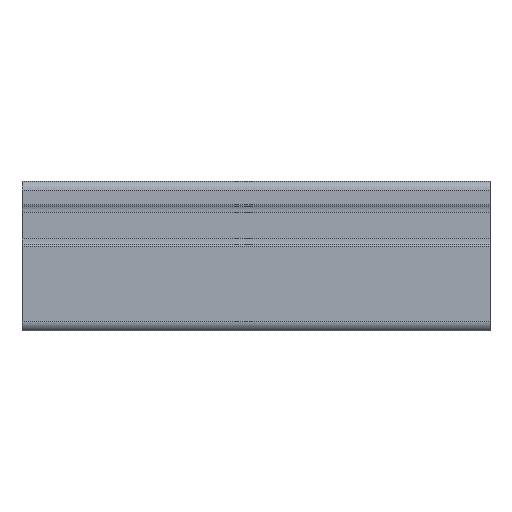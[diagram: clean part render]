
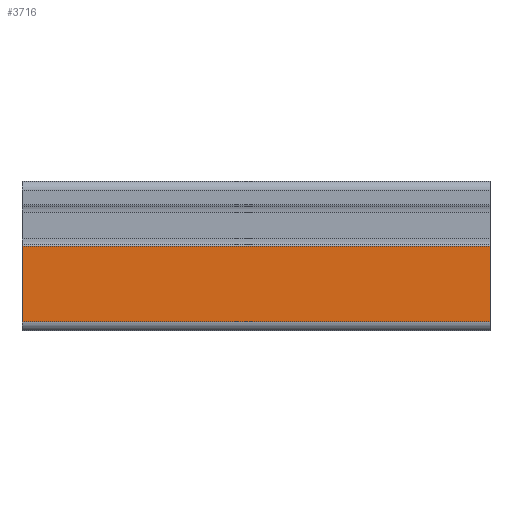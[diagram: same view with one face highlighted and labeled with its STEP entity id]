
A CAD part, front view. The second image highlights one B-rep face of the part: STEP entity #3716.
In plain terms, the highlighted planar face has unit normal (0, -1, 0).
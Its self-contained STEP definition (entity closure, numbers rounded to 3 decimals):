
#135 = FACE_OUTER_BOUND ( 'NONE', #8041, .T. ) ;
#139 = DIRECTION ( 'NONE',  ( 0., 1., 0. ) ) ;
#738 = CARTESIAN_POINT ( 'NONE',  ( 59.184, 54.898, 2. ) ) ;
#1196 = DIRECTION ( 'NONE',  ( -1., 0., 0. ) ) ;
#1237 = VERTEX_POINT ( 'NONE', #4205 ) ;
#1267 = VERTEX_POINT ( 'NONE', #1643 ) ;
#1643 = CARTESIAN_POINT ( 'NONE',  ( 59.184, 54.898, 18.1 ) ) ;
#1706 = CARTESIAN_POINT ( 'NONE',  ( -40.816, 54.898, 18.1 ) ) ;
#1734 = AXIS2_PLACEMENT_3D ( 'NONE', #6932, #139, #3605 ) ;
#2087 = VERTEX_POINT ( 'NONE', #5608 ) ;
#2161 = PLANE ( 'NONE',  #1734 ) ;
#2268 = EDGE_CURVE ( 'NONE', #1267, #2087, #7077, .T. ) ;
#2941 = VECTOR ( 'NONE', #1196, 1000. ) ;
#2971 = EDGE_CURVE ( 'NONE', #7981, #1237, #4974, .T. ) ;
#3193 = EDGE_CURVE ( 'NONE', #2087, #1237, #6540, .T. ) ;
#3218 = ORIENTED_EDGE ( 'NONE', *, *, #2268, .T. ) ;
#3270 = DIRECTION ( 'NONE',  ( 0., 0., -1. ) ) ;
#3605 = DIRECTION ( 'NONE',  ( 0., 0., 1. ) ) ;
#3716 = ADVANCED_FACE ( 'NONE', ( #135 ), #2161, .F. ) ;
#3727 = DIRECTION ( 'NONE',  ( -1., 0., 0. ) ) ;
#4012 = CARTESIAN_POINT ( 'NONE',  ( 59.184, 54.898, 18.1 ) ) ;
#4205 = CARTESIAN_POINT ( 'NONE',  ( -40.816, 54.898, 2. ) ) ;
#4974 = LINE ( 'NONE', #7319, #2941 ) ;
#4981 = VECTOR ( 'NONE', #3727, 1000. ) ;
#5608 = CARTESIAN_POINT ( 'NONE',  ( -40.816, 54.898, 18.1 ) ) ;
#5712 = VECTOR ( 'NONE', #7172, 1000. ) ;
#6540 = LINE ( 'NONE', #1706, #5712 ) ;
#6585 = VECTOR ( 'NONE', #3270, 1000. ) ;
#6717 = ORIENTED_EDGE ( 'NONE', *, *, #3193, .T. ) ;
#6804 = LINE ( 'NONE', #4012, #6585 ) ;
#6868 = ORIENTED_EDGE ( 'NONE', *, *, #8342, .F. ) ;
#6932 = CARTESIAN_POINT ( 'NONE',  ( 59.184, 54.898, 18.1 ) ) ;
#7077 = LINE ( 'NONE', #8416, #4981 ) ;
#7172 = DIRECTION ( 'NONE',  ( 0., 0., -1. ) ) ;
#7319 = CARTESIAN_POINT ( 'NONE',  ( 59.184, 54.898, 2. ) ) ;
#7981 = VERTEX_POINT ( 'NONE', #738 ) ;
#8041 = EDGE_LOOP ( 'NONE', ( #6717, #8206, #6868, #3218 ) ) ;
#8206 = ORIENTED_EDGE ( 'NONE', *, *, #2971, .F. ) ;
#8342 = EDGE_CURVE ( 'NONE', #1267, #7981, #6804, .T. ) ;
#8416 = CARTESIAN_POINT ( 'NONE',  ( 59.184, 54.898, 18.1 ) ) ;
